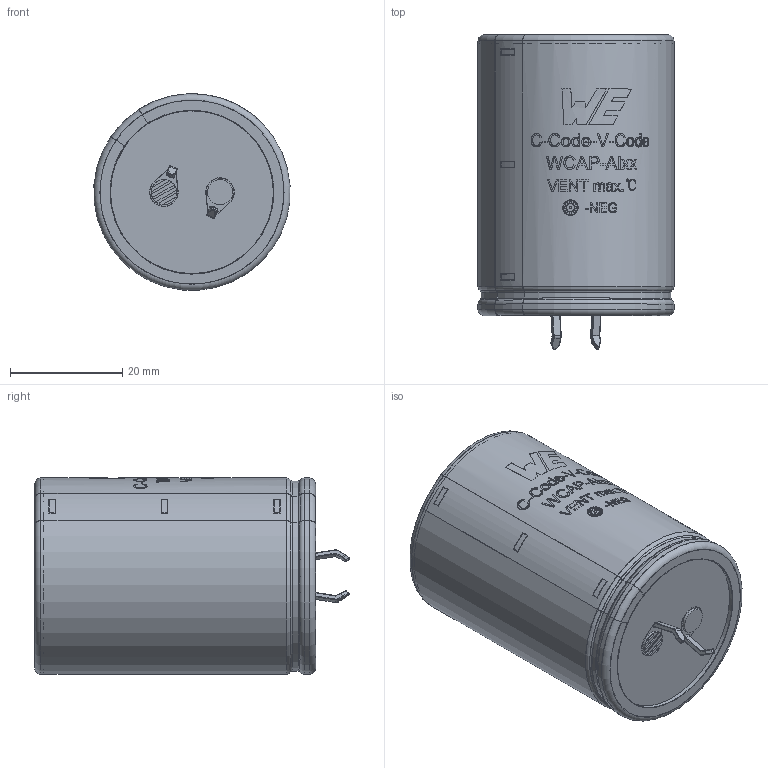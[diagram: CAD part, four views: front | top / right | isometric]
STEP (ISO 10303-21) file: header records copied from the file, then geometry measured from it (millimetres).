
FILE_DESCRIPTION(/* description */ ('Unknown'),/* implementation_level */ '2;1');
FILE_NAME(/* name */ '35x50',/* time_stamp */ '2025-03-31T15:40:22+08:00',/* author */ ('Unknown'),/* organization */ ('Unknown'),/* preprocessor_version */ 'ST-DEVELOPER v19.4',/* originating_system */ 'Solid Edge',/* authorisation */ 'Unknown');
FILE_SCHEMA (('AUTOMOTIVE_DESIGN {1 0 10303 214 3 1 1}'));
Length unit declared in the file: millimetre
Products named in the file (4): 35x50; coat; Top Glue
Assembly tree (3 placements, depth 2):
  35x50
    35x50
    coat
    Top Glue
Bounding box: 34.91 x 56 x 34.95 mm (x, y, z)
Volume: 47142.9 mm3; surface area: 21217.7 mm2
Topology: 3 solids, 3 shells, 624 faces, 1555 edges, 1014 vertices
Faces by surface type: plane 287, bspline 171, cylinder 130, torus 36
Full cylindrical faces by diameter (mm): 4.5 x2, 29 x2, 29.18 x1, 33 x1, 33.68 x2, 34.78 x4
Entity records: 31836 total; most frequent: CARTESIAN_POINT 13597, ORIENTED_EDGE 3028, DIRECTION 2451, EDGE_CURVE 1514, VERTEX_POINT 1007, AXIS2_PLACEMENT_3D 884, EDGE_LOOP 737, FACE_BOUND 737
